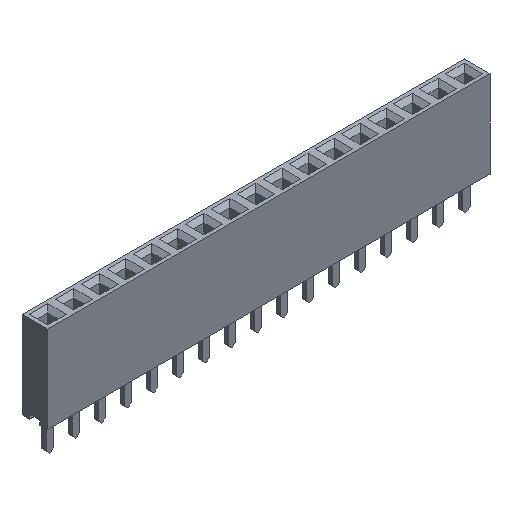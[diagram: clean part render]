
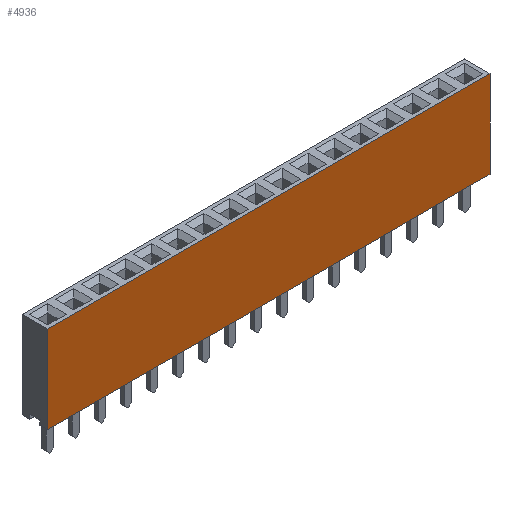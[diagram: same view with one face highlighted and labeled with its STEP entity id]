
A CAD part, isometric view. The second image highlights one B-rep face of the part: STEP entity #4936.
In plain terms, the highlighted planar face has unit normal (0, -1, 0).
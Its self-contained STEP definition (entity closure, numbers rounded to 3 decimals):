
#248=FACE_OUTER_BOUND('',#564,.T.);
#564=EDGE_LOOP('',(#3915,#3916,#3917,#3918));
#739=LINE('',#6780,#1409);
#812=LINE('',#6927,#1482);
#1047=LINE('',#7411,#1717);
#1051=LINE('',#7418,#1721);
#1409=VECTOR('',#5493,10.);
#1482=VECTOR('',#5574,10.);
#1717=VECTOR('',#6069,10.);
#1721=VECTOR('',#6077,10.);
#2061=VERTEX_POINT('',#6777);
#2062=VERTEX_POINT('',#6779);
#2132=VERTEX_POINT('',#6926);
#2251=VERTEX_POINT('',#7410);
#2503=EDGE_CURVE('',#2061,#2062,#739,.T.);
#2576=EDGE_CURVE('',#2062,#2132,#812,.T.);
#2811=EDGE_CURVE('',#2251,#2132,#1047,.T.);
#2815=EDGE_CURVE('',#2251,#2061,#1051,.T.);
#3915=ORIENTED_EDGE('',*,*,#2811,.T.);
#3916=ORIENTED_EDGE('',*,*,#2576,.F.);
#3917=ORIENTED_EDGE('',*,*,#2503,.F.);
#3918=ORIENTED_EDGE('',*,*,#2815,.F.);
#4637=PLANE('',#5267);
#4936=ADVANCED_FACE('',(#248),#4637,.T.);
#5267=AXIS2_PLACEMENT_3D('',#7487,#6149,#6150);
#5493=DIRECTION('',(1.,0.,0.));
#5574=DIRECTION('',(0.,0.,-1.));
#6069=DIRECTION('',(1.,0.,0.));
#6077=DIRECTION('',(0.,0.,1.));
#6149=DIRECTION('center_axis',(0.,-1.,0.));
#6150=DIRECTION('ref_axis',(1.,0.,0.));
#6777=CARTESIAN_POINT('',(-21.59,-1.25,8.6));
#6779=CARTESIAN_POINT('',(21.59,-1.25,8.6));
#6780=CARTESIAN_POINT('',(-21.59,-1.25,8.6));
#6926=CARTESIAN_POINT('',(21.59,-1.25,0.1));
#6927=CARTESIAN_POINT('',(21.59,-1.25,0.1));
#7410=CARTESIAN_POINT('',(-21.59,-1.25,0.1));
#7411=CARTESIAN_POINT('',(-21.59,-1.25,0.1));
#7418=CARTESIAN_POINT('',(-21.59,-1.25,0.1));
#7487=CARTESIAN_POINT('Origin',(-21.59,-1.25,0.1));
